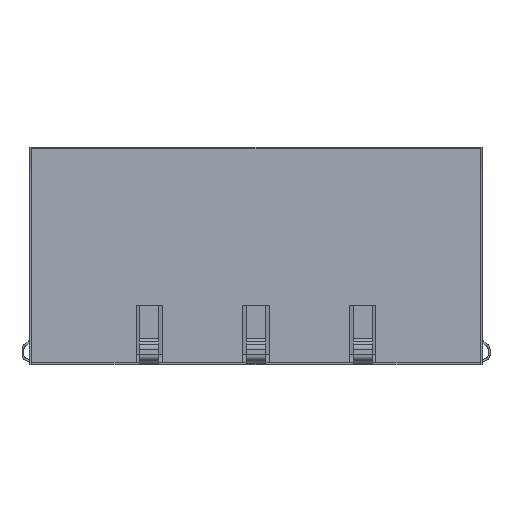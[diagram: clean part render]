
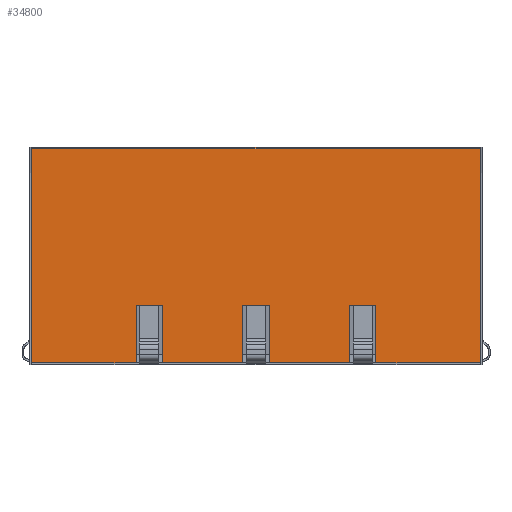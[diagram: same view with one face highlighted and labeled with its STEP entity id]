
A CAD part, top view. The second image highlights one B-rep face of the part: STEP entity #34800.
In plain terms, the highlighted planar face has unit normal (0, 0, 1).
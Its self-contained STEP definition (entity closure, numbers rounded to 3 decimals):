
#1866=FACE_OUTER_BOUND($,#3902,.T.);
#3902=EDGE_LOOP($,(#27357,#27358,#27359,#27360,#27361,#27362,#27363,#27364,
#27365,#27366,#27367,#27368,#27369,#27370,#27371,#27372));
#7288=LINE($,#53317,#11820);
#7292=LINE($,#53326,#11824);
#7293=LINE($,#53329,#11825);
#7298=LINE($,#53338,#11830);
#7302=LINE($,#53347,#11834);
#7305=LINE($,#53353,#11837);
#7308=LINE($,#53359,#11840);
#7309=LINE($,#53362,#11841);
#7310=LINE($,#53363,#11842);
#7311=LINE($,#53365,#11843);
#7312=LINE($,#53366,#11844);
#7313=LINE($,#53368,#11845);
#7314=LINE($,#53370,#11846);
#7315=LINE($,#53372,#11847);
#7316=LINE($,#53374,#11848);
#7317=LINE($,#53375,#11849);
#11820=VECTOR($,#43519,7.498);
#11824=VECTOR($,#43525,3.43);
#11825=VECTOR($,#43528,7.498);
#11830=VECTOR($,#43535,7.498);
#11834=VECTOR($,#43541,7.498);
#11837=VECTOR($,#43546,10.54);
#11840=VECTOR($,#43551,13.657);
#11841=VECTOR($,#43554,3.43);
#11842=VECTOR($,#43555,10.54);
#11843=VECTOR($,#43556,7.498);
#11844=VECTOR($,#43557,3.43);
#11845=VECTOR($,#43558,28.199);
#11846=VECTOR($,#43559,58.684);
#11847=VECTOR($,#43560,28.199);
#11848=VECTOR($,#43561,13.658);
#11849=VECTOR($,#43562,7.498);
#15666=VERTEX_POINT($,#53311);
#15668=VERTEX_POINT($,#53315);
#15669=VERTEX_POINT($,#53319);
#15672=VERTEX_POINT($,#53324);
#15673=VERTEX_POINT($,#53328);
#15676=VERTEX_POINT($,#53336);
#15678=VERTEX_POINT($,#53341);
#15680=VERTEX_POINT($,#53345);
#15682=VERTEX_POINT($,#53351);
#15684=VERTEX_POINT($,#53357);
#15685=VERTEX_POINT($,#53361);
#15686=VERTEX_POINT($,#53364);
#15687=VERTEX_POINT($,#53367);
#15688=VERTEX_POINT($,#53369);
#15689=VERTEX_POINT($,#53371);
#15690=VERTEX_POINT($,#53373);
#19808=EDGE_CURVE($,#15666,#15668,#7288,.T.);
#19812=EDGE_CURVE($,#15669,#15672,#7292,.T.);
#19813=EDGE_CURVE($,#15673,#15669,#7293,.T.);
#19818=EDGE_CURVE($,#15672,#15676,#7298,.T.);
#19822=EDGE_CURVE($,#15678,#15680,#7302,.T.);
#19825=EDGE_CURVE($,#15682,#15676,#7305,.T.);
#19828=EDGE_CURVE($,#15684,#15680,#7308,.T.);
#19829=EDGE_CURVE($,#15685,#15666,#7309,.T.);
#19830=EDGE_CURVE($,#15673,#15668,#7310,.T.);
#19831=EDGE_CURVE($,#15686,#15682,#7311,.T.);
#19832=EDGE_CURVE($,#15686,#15678,#7312,.T.);
#19833=EDGE_CURVE($,#15687,#15684,#7313,.T.);
#19834=EDGE_CURVE($,#15688,#15687,#7314,.T.);
#19835=EDGE_CURVE($,#15689,#15688,#7315,.T.);
#19836=EDGE_CURVE($,#15690,#15689,#7316,.T.);
#19837=EDGE_CURVE($,#15685,#15690,#7317,.T.);
#27357=ORIENTED_EDGE($,*,*,#19829,.T.);
#27358=ORIENTED_EDGE($,*,*,#19808,.T.);
#27359=ORIENTED_EDGE($,*,*,#19830,.F.);
#27360=ORIENTED_EDGE($,*,*,#19813,.T.);
#27361=ORIENTED_EDGE($,*,*,#19812,.T.);
#27362=ORIENTED_EDGE($,*,*,#19818,.T.);
#27363=ORIENTED_EDGE($,*,*,#19825,.F.);
#27364=ORIENTED_EDGE($,*,*,#19831,.F.);
#27365=ORIENTED_EDGE($,*,*,#19832,.T.);
#27366=ORIENTED_EDGE($,*,*,#19822,.T.);
#27367=ORIENTED_EDGE($,*,*,#19828,.F.);
#27368=ORIENTED_EDGE($,*,*,#19833,.F.);
#27369=ORIENTED_EDGE($,*,*,#19834,.F.);
#27370=ORIENTED_EDGE($,*,*,#19835,.F.);
#27371=ORIENTED_EDGE($,*,*,#19836,.F.);
#27372=ORIENTED_EDGE($,*,*,#19837,.F.);
#32858=PLANE($,#37417);
#34800=ADVANCED_FACE($,(#1866),#32858,.T.);
#37417=AXIS2_PLACEMENT_3D($,#53360,#43552,#43553);
#43519=DIRECTION($,(0.,-1.,0.));
#43525=DIRECTION($,(1.,0.,0.));
#43528=DIRECTION($,(0.,1.,0.));
#43535=DIRECTION($,(0.,-1.,0.));
#43541=DIRECTION($,(0.,-1.,0.));
#43546=DIRECTION($,(-1.,0.,0.));
#43551=DIRECTION($,(-1.,0.,0.));
#43552=DIRECTION('center_axis',(0.,0.,1.));
#43553=DIRECTION('ref_axis',(1.,0.,0.));
#43554=DIRECTION($,(1.,0.,0.));
#43555=DIRECTION($,(-1.,0.,0.));
#43556=DIRECTION($,(0.,-1.,0.));
#43557=DIRECTION($,(1.,0.,0.));
#43558=DIRECTION($,(0.,-1.,0.));
#43559=DIRECTION($,(1.,0.,0.));
#43560=DIRECTION($,(0.,1.,0.));
#43561=DIRECTION($,(-1.,0.,0.));
#43562=DIRECTION($,(0.,-1.,0.));
#53311=CARTESIAN_POINT('',(-12.255,-13.965,25.273));
#53315=CARTESIAN_POINT('',(-12.255,-21.463,25.273));
#53317=CARTESIAN_POINT($,(-12.255,-13.026,25.273));
#53319=CARTESIAN_POINT('',(-1.714,-13.965,25.273));
#53324=CARTESIAN_POINT('',(1.716,-13.965,25.273));
#53326=CARTESIAN_POINT($,(-7.842,-13.965,25.273));
#53328=CARTESIAN_POINT('',(-1.714,-21.463,25.273));
#53329=CARTESIAN_POINT($,(-1.714,-13.026,25.273));
#53336=CARTESIAN_POINT('',(1.716,-21.463,25.273));
#53338=CARTESIAN_POINT($,(1.716,-13.026,25.273));
#53341=CARTESIAN_POINT('',(15.686,-13.965,25.273));
#53345=CARTESIAN_POINT('',(15.686,-21.463,25.273));
#53347=CARTESIAN_POINT($,(15.686,-13.026,25.273));
#53351=CARTESIAN_POINT('',(12.256,-21.463,25.273));
#53353=CARTESIAN_POINT($,(1.402,-21.463,25.273));
#53357=CARTESIAN_POINT('',(29.342,-21.463,25.273));
#53359=CARTESIAN_POINT($,(29.342,-21.463,25.273));
#53360=CARTESIAN_POINT('Origin',(-13.97,-8.338,25.273));
#53361=CARTESIAN_POINT('',(-15.685,-13.965,25.273));
#53362=CARTESIAN_POINT($,(-14.827,-13.965,25.273));
#53363=CARTESIAN_POINT($,(1.402,-21.463,25.273));
#53364=CARTESIAN_POINT('',(12.256,-13.965,25.273));
#53365=CARTESIAN_POINT($,(12.256,-13.965,25.273));
#53366=CARTESIAN_POINT($,(-0.857,-13.965,25.273));
#53367=CARTESIAN_POINT('',(29.342,6.736,25.273));
#53368=CARTESIAN_POINT($,(29.342,0.876,25.273));
#53369=CARTESIAN_POINT('',(-29.342,6.736,25.273));
#53370=CARTESIAN_POINT($,(-29.342,6.736,25.273));
#53371=CARTESIAN_POINT('',(-29.342,-21.463,25.273));
#53372=CARTESIAN_POINT($,(-29.342,-21.463,25.273));
#53373=CARTESIAN_POINT('',(-15.685,-21.463,25.273));
#53374=CARTESIAN_POINT($,(-15.685,-21.463,25.273));
#53375=CARTESIAN_POINT($,(-15.685,-13.965,25.273));
